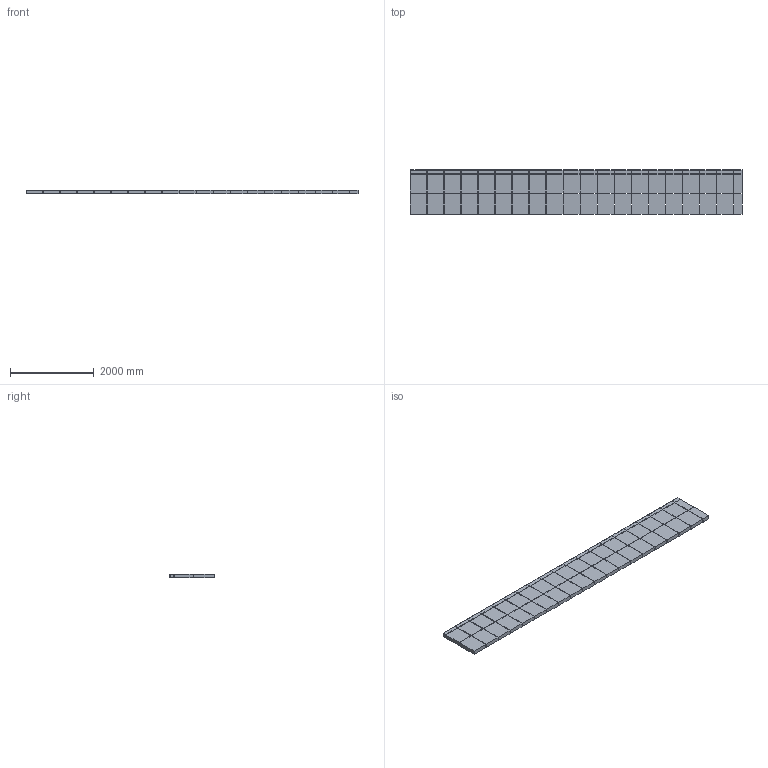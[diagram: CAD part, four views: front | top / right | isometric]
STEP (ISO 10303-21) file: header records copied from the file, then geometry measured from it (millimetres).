
FILE_DESCRIPTION(/* description */ (''),/* implementation_level */ '2;1');
FILE_NAME(/* name */ 'S Wall E.step',/* time_stamp */ '2023-01-12T14:28:21-06:00',/* author */ (''),/* organization */ (''),/* preprocessor_version */ 'ST-DEVELOPER v19.2',/* originating_system */ 'Autodesk Translation Framework v11.17.0.187',/* authorisation */ '');
FILE_SCHEMA (('AUTOMOTIVE_DESIGN { 1 0 10303 214 3 1 1 }'));
Length unit declared in the file: inch
Products named in the file (1): S Wall E
Bounding box: 7915.27 x 1069.97 x 92.08 mm (x, y, z)
Volume: 746983380.5 mm3; surface area: 24304964.6 mm2
Topology: 60 solids, 60 shells, 381 faces, 782 edges, 521 vertices
Faces by surface type: plane 381
Entity records: 9784 total; most frequent: CARTESIAN_POINT 1685, ORIENTED_EDGE 1564, DIRECTION 1546, LINE 782, VECTOR 782, EDGE_CURVE 782, VERTEX_POINT 521, AXIS2_PLACEMENT_3D 382
